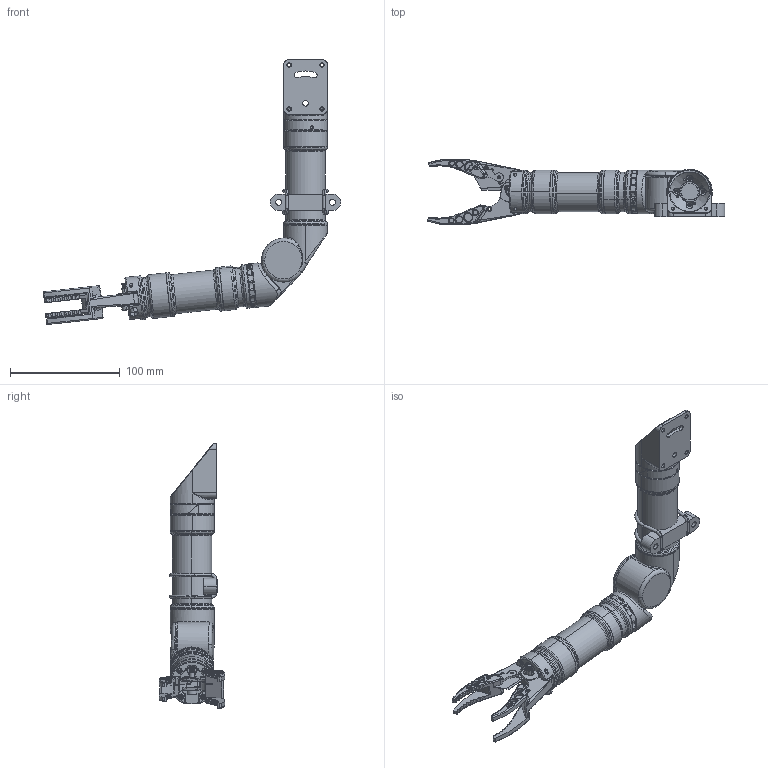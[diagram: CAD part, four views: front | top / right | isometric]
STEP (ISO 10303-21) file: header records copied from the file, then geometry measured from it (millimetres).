
FILE_DESCRIPTION (( 'STEP AP214' ), '1' );
FILE_NAME ('RS1-3400.STEP', '2019-02-18T23:19:14', ( 'Michael Bailey' ), ( '' ), 'SwSTEP 2.0', 'SolidWorks 2016', '' );
FILE_SCHEMA (( 'AUTOMOTIVE_DESIGN' ));
Length unit declared in the file: millimetre
Products named in the file (28): RS1-181; RS1-210-Defeatured; RS1-185; RS1-222-Defeatured_Short; RS1-1017; RS1-223-Defeatured; BOLT-SH-M3LX_BOLT-SH-M3L8; BOLT-SH-M3LX_BOLT-SH-M3L6; RS1-3400; RS1-193; Brake Blade; RS1-191; RS1-191_RS1-192; BOLT-SH-M2P5LX_BOLT-SH-M2P5L12; WTM_0509_006_1; BOLT-SS-M4LXX_BOLT-SS-M4L16; BOLT-SS-M3LXX_BOLT-SS-M3L16; XFM_0405_04_1; RS1-124; RS1-123-Defeatured; RS1-1013; RS1-100-Defeatured_Short; ORING-M-ID60CS3; RS1-101-Defeatured; RS1-183; RS1-221-Defeatured; RS1-182; RS1-218-Defeatured
Assembly tree (36 placements, depth 3):
  RS1-3400
    RS1-223-Defeatured
    RS1-222-Defeatured_Short
    RS1-210-Defeatured
    RS1-218-Defeatured
    RS1-221-Defeatured
    RS1-101-Defeatured
    RS1-100-Defeatured_Short
    RS1-123-Defeatured
    RS1-1017
      RS1-124
      XFM_0405_04_1  x4
      BOLT-SS-M3LXX_BOLT-SS-M3L16  x2
      BOLT-SS-M4LXX_BOLT-SS-M4L16
      WTM_0509_006_1  x2
      BOLT-SH-M2P5LX_BOLT-SH-M2P5L12  x4
      RS1-191_RS1-192
      RS1-191
      Brake Blade
      RS1-193
      BOLT-SH-M3LX_BOLT-SH-M3L6  x2
      BOLT-SH-M3LX_BOLT-SH-M3L8
    RS1-1013
      RS1-185
      RS1-181
      RS1-182
      RS1-183
      ORING-M-ID60CS3
Bounding box: 270.86 x 60.06 x 241.27 mm (x, y, z)
Volume: 398937 mm3; surface area: 108731.8 mm2
Topology: 34 solids, 35 shells, 2173 faces, 5328 edges, 3265 vertices
Faces by surface type: cylinder 1001, plane 470, cone 358, torus 209, bspline 108, sphere 27
Entity records: 75484 total; most frequent: CARTESIAN_POINT 28803, DIRECTION 9786, ORIENTED_EDGE 9458, EDGE_CURVE 4729, AXIS2_PLACEMENT_3D 3980, VERTEX_POINT 2913, EDGE_LOOP 2112, CIRCLE 2097
